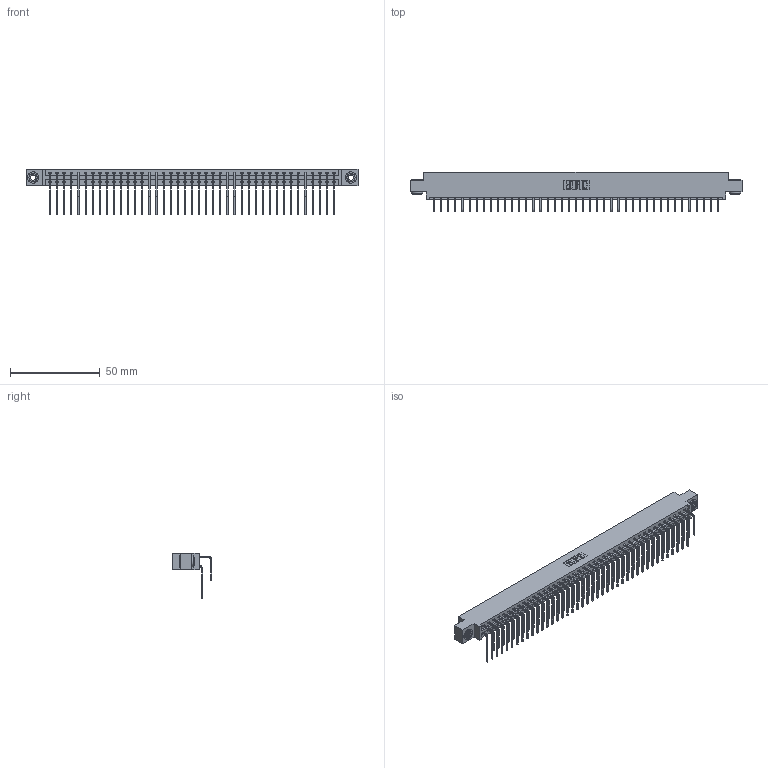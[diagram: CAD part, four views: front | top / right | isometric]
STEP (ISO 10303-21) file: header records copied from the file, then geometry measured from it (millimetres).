
FILE_DESCRIPTION (( 'STEP AP203' ), '1' );
FILE_NAME ('387-082-558-803.STEP', '2019-10-23T00:25:03', ( '' ), ( '' ), 'SwSTEP 2.0', 'SolidWorks 2016', '' );
FILE_SCHEMA (( 'CONFIG_CONTROL_DESIGN' ));
Length unit declared in the file: inch
Products named in the file (5): 387-082-558-803; 345-292-001_558 Tail - 2; 345-292-001_558 559 Tail - 1; 345-250-002_345-250-002-102; 337 Part_0.170 Offset - 0.156 Dia-TH
Assembly tree (85 placements, depth 2):
  387-082-558-803
    337 Part_0.170 Offset - 0.156 Dia-TH
    345-292-001_558 559 Tail - 1  x41
    345-292-001_558 Tail - 2  x41
    345-250-002_345-250-002-102  x2
Bounding box: 185.47 x 22.17 x 25.53 mm (x, y, z)
Volume: 19908 mm3; surface area: 25203.8 mm2
Topology: 85 solids, 85 shells, 4748 faces, 14093 edges, 9282 vertices
Faces by surface type: plane 3364, cylinder 1376, cone 8
Entity records: 34484 total; most frequent: CARTESIAN_POINT 5832, ORIENTED_EDGE 5710, DIRECTION 4977, EDGE_CURVE 2855, VECTOR 2663, LINE 2663, VERTEX_POINT 1898, AXIS2_PLACEMENT_3D 1157
